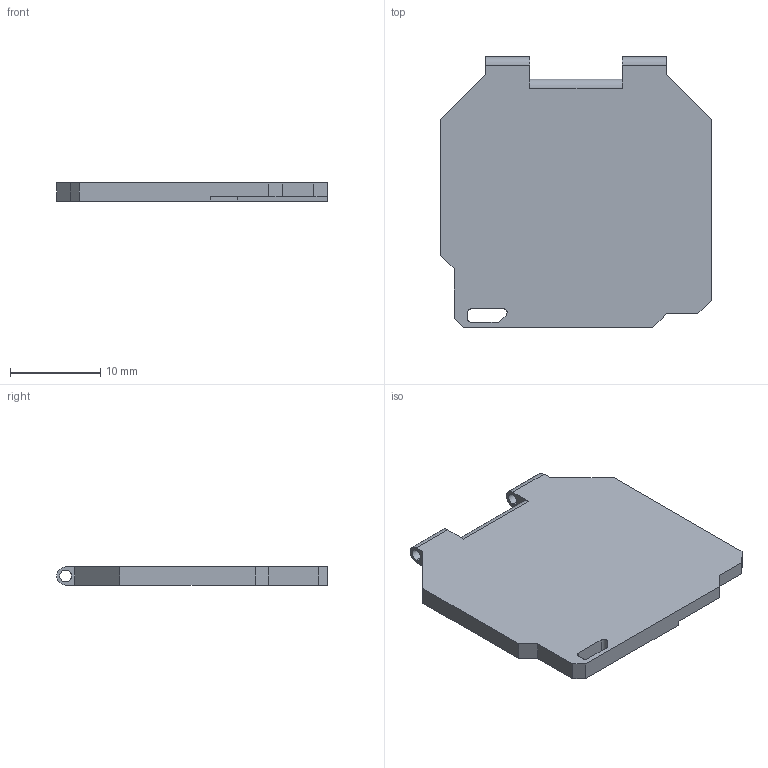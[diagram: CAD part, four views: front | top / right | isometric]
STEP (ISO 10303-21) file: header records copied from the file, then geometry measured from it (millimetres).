
FILE_DESCRIPTION (( 'STEP AP214' ), '1' );
FILE_NAME ('Gover.STEP', '2024-12-26T13:34:50', ( '' ), ( '' ), 'SwSTEP 2.0', 'SolidWorks 2021', '' );
FILE_SCHEMA (( 'AUTOMOTIVE_DESIGN' ));
Length unit declared in the file: millimetre
Products named in the file (1): Gover
Bounding box: 30 x 30 x 2 mm (x, y, z)
Volume: 1564.8 mm3; surface area: 1888.7 mm2
Topology: 1 solids, 1 shells, 68 faces, 188 edges, 125 vertices
Faces by surface type: plane 39, cylinder 29
Entity records: 2228 total; most frequent: DIRECTION 384, CARTESIAN_POINT 382, ORIENTED_EDGE 376, EDGE_CURVE 188, LINE 130, VECTOR 130, AXIS2_PLACEMENT_3D 127, VERTEX_POINT 125
